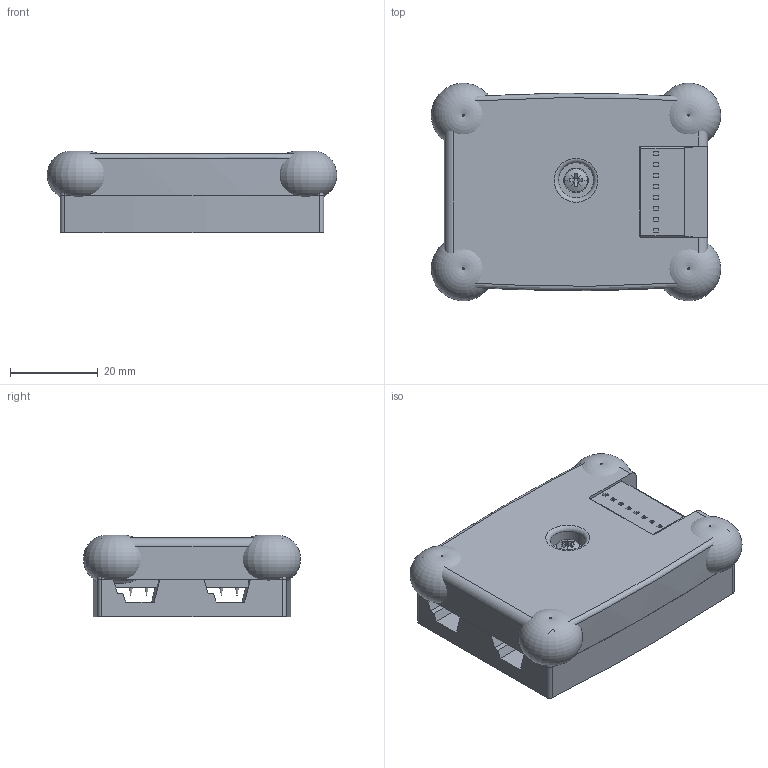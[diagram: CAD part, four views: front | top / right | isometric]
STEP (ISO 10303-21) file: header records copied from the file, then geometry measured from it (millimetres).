
FILE_DESCRIPTION(/* description */ ('Alibre Inc.'),/* implementation_level */ '2;1');
FILE_NAME(/* name */ 'export0',/* time_stamp */ '2016-02-24T07:00:48+01:00',/* author */ (''),/* organization */ (''),/* preprocessor_version */ 'ST-DEVELOPER v14',/* originating_system */ 'Alibre',/* authorisation */ '');
FILE_SCHEMA (('AUTOMOTIVE_DESIGN'));
Length unit declared in the file: millimetre
Products named in the file (6): 2; BENE INOX | 210216-3X30; ID_1
Bounding box: 66.02 x 49.54 x 18.67 mm (x, y, z)
Volume: 49843.8 mm3; surface area: 24923.6 mm2
Topology: 8 solids, 9 shells, 1075 faces, 2719 edges, 1746 vertices
Faces by surface type: plane 462, cylinder 432, cone 114, torus 41, bspline 24, sphere 2
Full cylindrical faces by diameter (mm): 3 x1, 3.18 x4, 3.2 x4, 3.5 x2, 6 x4, 8 x1
Entity records: 29298 total; most frequent: CARTESIAN_POINT 7749, ORIENTED_EDGE 4390, DIRECTION 4220, EDGE_CURVE 2195, AXIS2_PLACEMENT_3D 1675, VERTEX_POINT 1426, VECTOR 1319, LINE 1319
